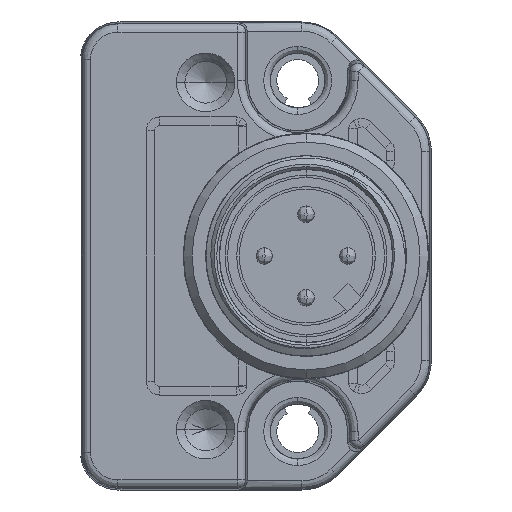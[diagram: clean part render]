
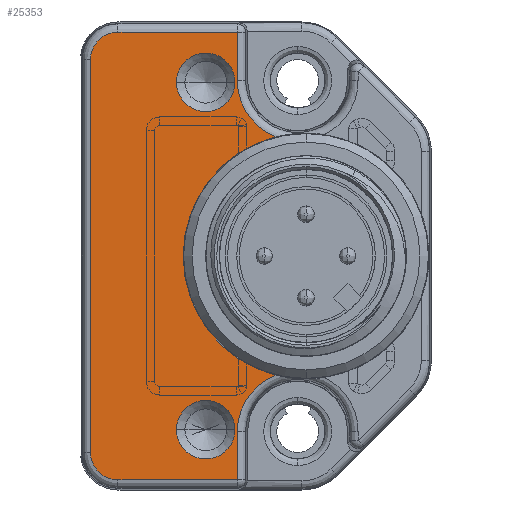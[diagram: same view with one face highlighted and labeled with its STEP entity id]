
A CAD part, left-side view. The second image highlights one B-rep face of the part: STEP entity #25353.
In plain terms, the highlighted planar face has unit normal (-1, 0, 0).
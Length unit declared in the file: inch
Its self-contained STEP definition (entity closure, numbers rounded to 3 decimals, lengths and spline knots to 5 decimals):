
#1923=CARTESIAN_POINT('',(-0.49213,0.31496,
-0.41339));
#1924=DIRECTION('',(1.,0.,0.));
#1925=DIRECTION('',(0.,1.,0.));
#1926=AXIS2_PLACEMENT_3D('',#1923,#1924,#1925);
#1928=DIRECTION('',(0.,0.,1.));
#1929=VECTOR('',#1928,0.11399);
#1930=CARTESIAN_POINT('',(-0.49213,0.45723,
-0.52737));
#1931=LINE('',#1930,#1929);
#1932=DIRECTION('',(0.,-1.,0.));
#1933=VECTOR('',#1932,0.28096);
#1934=CARTESIAN_POINT('',(-0.49213,0.73819,
-0.52737));
#1935=LINE('',#1934,#1933);
#1936=CARTESIAN_POINT('',(-0.49213,0.73819,
-0.4626));
#1937=DIRECTION('',(-1.,0.,0.));
#1938=DIRECTION('',(0.,1.,0.));
#1939=AXIS2_PLACEMENT_3D('',#1936,#1937,#1938);
#1941=DIRECTION('',(0.,0.,-1.));
#1942=VECTOR('',#1941,0.9252);
#1943=CARTESIAN_POINT('',(-0.49213,0.80296,
0.4626));
#1944=LINE('',#1943,#1942);
#1945=CARTESIAN_POINT('',(-0.49213,0.73819,
0.4626));
#1946=DIRECTION('',(-1.,0.,0.));
#1947=DIRECTION('',(0.,0.,1.));
#1948=AXIS2_PLACEMENT_3D('',#1945,#1946,#1947);
#1950=DIRECTION('',(0.,1.,0.));
#1951=VECTOR('',#1950,0.28096);
#1952=CARTESIAN_POINT('',(-0.49213,0.45723,
0.52737));
#1953=LINE('',#1952,#1951);
#1954=DIRECTION('',(0.,0.,1.));
#1955=VECTOR('',#1954,0.11399);
#1956=CARTESIAN_POINT('',(-0.49213,0.45723,
0.41339));
#1957=LINE('',#1956,#1955);
#1958=CARTESIAN_POINT('',(-0.49213,0.31496,
0.41339));
#1959=DIRECTION('',(1.,0.,0.));
#1960=DIRECTION('',(0.,0.359,-0.933));
#1961=AXIS2_PLACEMENT_3D('',#1958,#1959,#1960);
#1963=CARTESIAN_POINT('',(-0.49213,0.29528,0.));
#1964=DIRECTION('',(-1.,0.,0.));
#1965=DIRECTION('',(0.,0.244,0.97));
#1966=AXIS2_PLACEMENT_3D('',#1963,#1964,#1965);
#1968=CARTESIAN_POINT('',(-0.49213,0.5315,
-0.40915));
#1969=DIRECTION('',(1.,0.,0.));
#1970=DIRECTION('',(0.,1.,0.));
#1971=AXIS2_PLACEMENT_3D('',#1968,#1969,#1970);
#1973=CARTESIAN_POINT('',(-0.49213,0.5315,
-0.40915));
#1974=DIRECTION('',(1.,0.,0.));
#1975=DIRECTION('',(0.,-1.,0.));
#1976=AXIS2_PLACEMENT_3D('',#1973,#1974,#1975);
#1978=CARTESIAN_POINT('',(-0.49213,0.5315,
0.40915));
#1979=DIRECTION('',(1.,0.,0.));
#1980=DIRECTION('',(0.,1.,0.));
#1981=AXIS2_PLACEMENT_3D('',#1978,#1979,#1980);
#1983=CARTESIAN_POINT('',(-0.49213,0.5315,
0.40915));
#1984=DIRECTION('',(1.,0.,0.));
#1985=DIRECTION('',(0.,-1.,0.));
#1986=AXIS2_PLACEMENT_3D('',#1983,#1984,#1985);
#20107=CARTESIAN_POINT('',(-0.49213,0.80296,
-0.4626));
#20108=CARTESIAN_POINT('',(-0.49213,0.73819,
-0.52737));
#20109=VERTEX_POINT('',#20107);
#20110=VERTEX_POINT('',#20108);
#20115=CARTESIAN_POINT('',(-0.49213,0.80296,
0.4626));
#20116=VERTEX_POINT('',#20115);
#20119=CARTESIAN_POINT('',(-0.49213,0.73819,
0.52737));
#20120=VERTEX_POINT('',#20119);
#20143=CARTESIAN_POINT('',(-0.49213,0.60039,
-0.40915));
#20144=CARTESIAN_POINT('',(-0.49213,0.4626,
-0.40915));
#20145=VERTEX_POINT('',#20143);
#20146=VERTEX_POINT('',#20144);
#20151=CARTESIAN_POINT('',(-0.49213,0.60039,
0.40915));
#20152=CARTESIAN_POINT('',(-0.49213,0.4626,
0.40915));
#20153=VERTEX_POINT('',#20151);
#20154=VERTEX_POINT('',#20152);
#20187=CARTESIAN_POINT('',(-0.49213,0.45723,
-0.41339));
#20188=CARTESIAN_POINT('',(-0.49213,0.366,
-0.28059));
#20189=VERTEX_POINT('',#20187);
#20190=VERTEX_POINT('',#20188);
#20191=CARTESIAN_POINT('',(-0.49213,0.45723,
-0.52737));
#20192=VERTEX_POINT('',#20191);
#20215=CARTESIAN_POINT('',(-0.49213,0.366,
0.28059));
#20216=CARTESIAN_POINT('',(-0.49213,0.45723,
0.41339));
#20217=VERTEX_POINT('',#20215);
#20218=VERTEX_POINT('',#20216);
#20219=CARTESIAN_POINT('',(-0.49213,0.45723,
0.52737));
#20220=VERTEX_POINT('',#20219);
#25316=CARTESIAN_POINT('',(-0.49213,0.,0.));
#25317=DIRECTION('',(-1.,0.,0.));
#25318=DIRECTION('',(0.,0.,1.));
#25319=AXIS2_PLACEMENT_3D('',#25316,#25317,#25318);
#25320=PLANE('',#25319);
#25322=ORIENTED_EDGE('',*,*,#25321,.F.);
#25323=ORIENTED_EDGE('',*,*,#25306,.F.);
#25324=ORIENTED_EDGE('',*,*,#25283,.F.);
#25326=ORIENTED_EDGE('',*,*,#25325,.F.);
#25328=ORIENTED_EDGE('',*,*,#25327,.F.);
#25330=ORIENTED_EDGE('',*,*,#25329,.F.);
#25332=ORIENTED_EDGE('',*,*,#25331,.F.);
#25334=ORIENTED_EDGE('',*,*,#25333,.F.);
#25336=ORIENTED_EDGE('',*,*,#25335,.F.);
#25338=ORIENTED_EDGE('',*,*,#25337,.T.);
#25339=EDGE_LOOP('',(#25322,#25323,#25324,#25326,#25328,#25330,#25332,#25334,
#25336,#25338));
#25340=FACE_OUTER_BOUND('',#25339,.F.);
#25342=ORIENTED_EDGE('',*,*,#25341,.F.);
#25344=ORIENTED_EDGE('',*,*,#25343,.F.);
#25345=EDGE_LOOP('',(#25342,#25344));
#25346=FACE_BOUND('',#25345,.F.);
#25348=ORIENTED_EDGE('',*,*,#25347,.F.);
#25350=ORIENTED_EDGE('',*,*,#25349,.F.);
#25351=EDGE_LOOP('',(#25348,#25350));
#25352=FACE_BOUND('',#25351,.F.);
#25353=ADVANCED_FACE('',(#25340,#25346,#25352),#25320,.T.);
#1927=CIRCLE('',#1926,0.14227);
#1940=CIRCLE('',#1939,0.06477);
#1949=CIRCLE('',#1948,0.06477);
#1962=CIRCLE('',#1961,0.14227);
#1967=CIRCLE('',#1966,0.28937);
#1972=CIRCLE('',#1971,0.0689);
#1977=CIRCLE('',#1976,0.0689);
#1982=CIRCLE('',#1981,0.0689);
#1987=CIRCLE('',#1986,0.0689);
#25283=EDGE_CURVE('',#20110,#20192,#1935,.T.);
#25306=EDGE_CURVE('',#20192,#20189,#1931,.T.);
#25321=EDGE_CURVE('',#20189,#20190,#1927,.T.);
#25325=EDGE_CURVE('',#20109,#20110,#1940,.T.);
#25327=EDGE_CURVE('',#20116,#20109,#1944,.T.);
#25329=EDGE_CURVE('',#20120,#20116,#1949,.T.);
#25331=EDGE_CURVE('',#20220,#20120,#1953,.T.);
#25333=EDGE_CURVE('',#20218,#20220,#1957,.T.);
#25335=EDGE_CURVE('',#20217,#20218,#1962,.T.);
#25337=EDGE_CURVE('',#20217,#20190,#1967,.T.);
#25341=EDGE_CURVE('',#20145,#20146,#1972,.T.);
#25343=EDGE_CURVE('',#20146,#20145,#1977,.T.);
#25347=EDGE_CURVE('',#20153,#20154,#1982,.T.);
#25349=EDGE_CURVE('',#20154,#20153,#1987,.T.);
